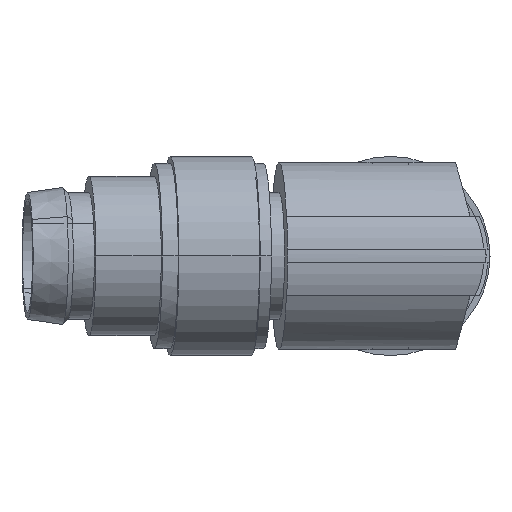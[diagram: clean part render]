
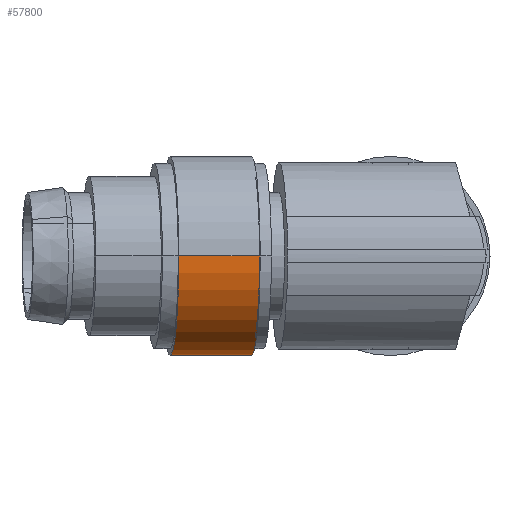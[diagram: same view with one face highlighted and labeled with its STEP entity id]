
A CAD part, left-side view. The second image highlights one B-rep face of the part: STEP entity #57800.
In plain terms, the highlighted cylindrical face has radius 5 mm (diameter 10 mm), a partial arc.
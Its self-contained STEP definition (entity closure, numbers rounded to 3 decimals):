
#57260=CARTESIAN_POINT('',(0.,6.983,
-23.28));
#57270=DIRECTION('',(0.,-0.996,
0.087));
#57280=DIRECTION('',(0.,0.087,
0.996));
#57290=AXIS2_PLACEMENT_3D('',#57260,#57270,#57280);
#57300=CIRCLE('',#57290,5.);
#57310=CARTESIAN_POINT('',(0.,7.419,
-18.299));
#57320=VERTEX_POINT('',#57310);
#57330=CARTESIAN_POINT('',(0.,6.548,
-28.261));
#57340=VERTEX_POINT('',#57330);
#57370=EDGE_CURVE('',#57340,#57320,#57300,.T.);
#57490=CARTESIAN_POINT('',(0.,6.983,
-23.28));
#57500=DIRECTION('',(0.,-0.996,
0.087));
#57510=DIRECTION('',(0.,0.087,
0.996));
#57520=AXIS2_PLACEMENT_3D('',#57490,#57500,#57510);
#57530=CYLINDRICAL_SURFACE('',#57520,5.);
#57540=CARTESIAN_POINT('',(0.,6.548,
-28.261));
#57550=DIRECTION('',(0.,-0.996,
0.087));
#57560=VECTOR('',#57550,1.);
#57570=LINE('',#57540,#57560);
#57580=CARTESIAN_POINT('',(0.,10.632,
-28.619));
#57590=VERTEX_POINT('',#57580);
#57600=EDGE_CURVE('',#57590,#57340,#57570,.T.);
#57610=ORIENTED_EDGE('',*,*,#57600,.F.);
#57620=ORIENTED_EDGE('',*,*,#57370,.F.);
#57630=CARTESIAN_POINT('',(0.,7.419,
-18.299));
#57640=DIRECTION('',(0.,-0.996,
0.087));
#57650=VECTOR('',#57640,1.);
#57660=LINE('',#57630,#57650);
#57670=CARTESIAN_POINT('',(0.,11.504,
-18.657));
#57680=VERTEX_POINT('',#57670);
#57690=EDGE_CURVE('',#57680,#57320,#57660,.T.);
#57700=ORIENTED_EDGE('',*,*,#57690,.T.);
#57710=CARTESIAN_POINT('',(0.,11.068,
-23.638));
#57720=DIRECTION('',(0.,-0.996,
0.087));
#57730=DIRECTION('',(0.,0.087,
0.996));
#57740=AXIS2_PLACEMENT_3D('',#57710,#57720,#57730);
#57750=CIRCLE('',#57740,5.);
#57760=EDGE_CURVE('',#57590,#57680,#57750,.T.);
#57770=ORIENTED_EDGE('',*,*,#57760,.T.);
#57780=EDGE_LOOP('',(#57770,#57700,#57620,#57610));
#57790=FACE_OUTER_BOUND('',#57780,.T.);
#57800=ADVANCED_FACE('',(#57790),#57530,.T.);
